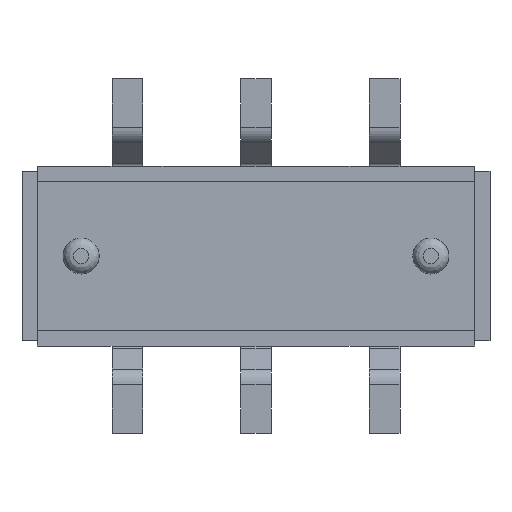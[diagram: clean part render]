
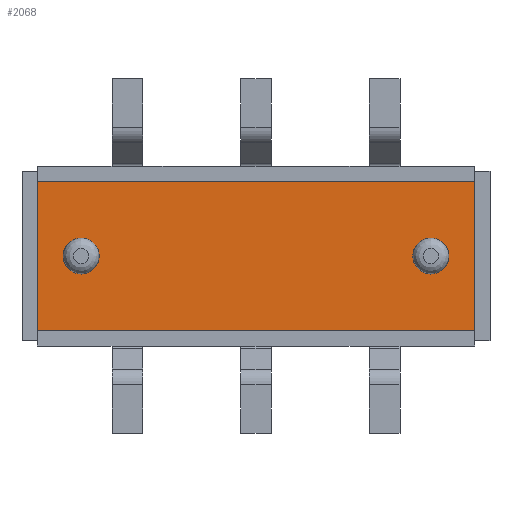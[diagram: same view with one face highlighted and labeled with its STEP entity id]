
A CAD part, front view. The second image highlights one B-rep face of the part: STEP entity #2068.
In plain terms, the highlighted planar face has unit normal (0, -1, 0).
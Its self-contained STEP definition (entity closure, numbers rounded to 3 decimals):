
#18=FACE_BOUND('',#342,.T.);
#19=FACE_BOUND('',#343,.T.);
#36=CIRCLE('',#2124,0.35);
#41=CIRCLE('',#2131,0.35);
#229=FACE_OUTER_BOUND('',#341,.T.);
#341=EDGE_LOOP('',(#1832,#1833,#1834,#1835));
#342=EDGE_LOOP('',(#1836));
#343=EDGE_LOOP('',(#1837));
#559=LINE('',#3470,#781);
#562=LINE('',#3475,#784);
#566=LINE('',#3481,#788);
#567=LINE('',#3483,#789);
#781=VECTOR('',#2824,10.);
#784=VECTOR('',#2829,10.);
#788=VECTOR('',#2835,10.);
#789=VECTOR('',#2838,10.);
#861=VERTEX_POINT('',#3061);
#865=VERTEX_POINT('',#3100);
#974=VERTEX_POINT('',#3468);
#975=VERTEX_POINT('',#3469);
#976=VERTEX_POINT('',#3474);
#977=VERTEX_POINT('',#3479);
#1075=EDGE_CURVE('',#861,#861,#36,.T.);
#1081=EDGE_CURVE('',#865,#865,#41,.T.);
#1261=EDGE_CURVE('',#974,#975,#559,.T.);
#1264=EDGE_CURVE('',#976,#975,#562,.T.);
#1268=EDGE_CURVE('',#974,#977,#566,.T.);
#1269=EDGE_CURVE('',#976,#977,#567,.T.);
#1832=ORIENTED_EDGE('',*,*,#1268,.T.);
#1833=ORIENTED_EDGE('',*,*,#1269,.F.);
#1834=ORIENTED_EDGE('',*,*,#1264,.T.);
#1835=ORIENTED_EDGE('',*,*,#1261,.F.);
#1836=ORIENTED_EDGE('',*,*,#1075,.T.);
#1837=ORIENTED_EDGE('',*,*,#1081,.T.);
#1927=PLANE('',#2260);
#2068=ADVANCED_FACE('',(#229,#18,#19),#1927,.T.);
#2124=AXIS2_PLACEMENT_3D('',#3063,#2424,#2425);
#2131=AXIS2_PLACEMENT_3D('',#3102,#2439,#2440);
#2260=AXIS2_PLACEMENT_3D('',#3482,#2836,#2837);
#2424=DIRECTION('center_axis',(0.,1.,0.));
#2425=DIRECTION('ref_axis',(1.,0.,0.));
#2439=DIRECTION('center_axis',(0.,1.,0.));
#2440=DIRECTION('ref_axis',(1.,0.,0.));
#2824=DIRECTION('',(0.,0.,1.));
#2829=DIRECTION('',(-1.,0.,0.));
#2835=DIRECTION('',(1.,0.,0.));
#2836=DIRECTION('center_axis',(0.,-1.,0.));
#2837=DIRECTION('ref_axis',(0.,0.,-1.));
#2838=DIRECTION('',(0.,0.,-1.));
#3061=CARTESIAN_POINT('',(-3.75,0.37,0.));
#3063=CARTESIAN_POINT('Origin',(-3.4,0.37,0.));
#3100=CARTESIAN_POINT('',(3.05,0.37,0.));
#3102=CARTESIAN_POINT('Origin',(3.4,0.37,0.));
#3468=CARTESIAN_POINT('',(-4.25,0.37,-1.45));
#3469=CARTESIAN_POINT('',(-4.25,0.37,1.45));
#3470=CARTESIAN_POINT('',(-4.25,0.37,-1.45));
#3474=CARTESIAN_POINT('',(4.25,0.37,1.45));
#3475=CARTESIAN_POINT('',(0.,0.37,1.45));
#3479=CARTESIAN_POINT('',(4.25,0.37,-1.45));
#3481=CARTESIAN_POINT('',(0.,0.37,-1.45));
#3482=CARTESIAN_POINT('Origin',(0.,0.37,1.45));
#3483=CARTESIAN_POINT('',(4.25,0.37,-1.45));
